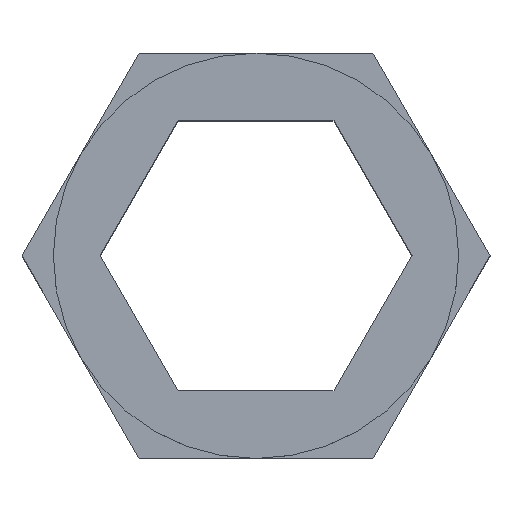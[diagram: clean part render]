
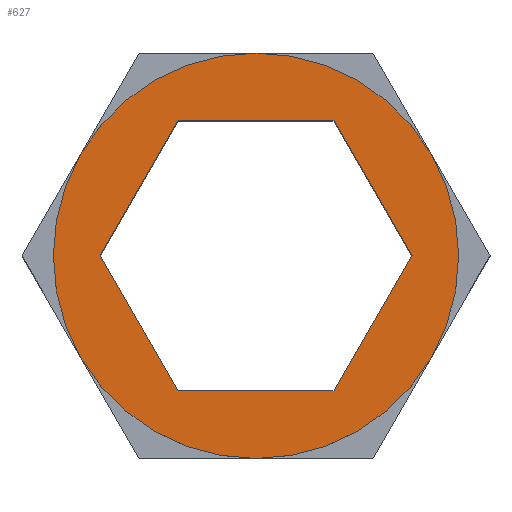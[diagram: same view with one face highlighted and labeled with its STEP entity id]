
A CAD part, top view. The second image highlights one B-rep face of the part: STEP entity #627.
In plain terms, the highlighted planar face has unit normal (0, 0, 1).
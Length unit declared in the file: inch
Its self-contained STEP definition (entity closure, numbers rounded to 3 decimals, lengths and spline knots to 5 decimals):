
#1 = CIRCLE ( 'NONE', #42, 0.375 ) ;
#23 = CIRCLE ( 'NONE', #73, 0.375 ) ;
#42 = AXIS2_PLACEMENT_3D ( 'NONE', #348, #114, #246 ) ;
#46 = EDGE_CURVE ( 'NONE', #378, #281, #217, .T. ) ;
#73 = AXIS2_PLACEMENT_3D ( 'NONE', #704, #708, #733 ) ;
#80 = EDGE_CURVE ( 'NONE', #306, #378, #290, .T. ) ;
#91 = EDGE_CURVE ( 'NONE', #539, #397, #1, .T. ) ;
#114 = DIRECTION ( 'NONE',  ( 0., 0., -1. ) ) ;
#124 = EDGE_CURVE ( 'NONE', #281, #358, #464, .T. ) ;
#126 = ORIENTED_EDGE ( 'NONE', *, *, #420, .F. ) ;
#170 = CARTESIAN_POINT ( 'NONE',  ( -0.14434, -0.25, 0.325 ) ) ;
#175 = DIRECTION ( 'NONE',  ( -1., 0., 0. ) ) ;
#180 = CARTESIAN_POINT ( 'NONE',  ( 0.14434, 0.25, 0.325 ) ) ;
#210 = CARTESIAN_POINT ( 'NONE',  ( -0.14434, -0.25, 0.325 ) ) ;
#211 = DIRECTION ( 'NONE',  ( 1., 0., 0. ) ) ;
#217 = LINE ( 'NONE', #210, #419 ) ;
#246 = DIRECTION ( 'NONE',  ( 1., 0., 0. ) ) ;
#281 = VERTEX_POINT ( 'NONE', #301 ) ;
#282 = EDGE_CURVE ( 'NONE', #381, #615, #302, .T. ) ;
#287 = CARTESIAN_POINT ( 'NONE',  ( -0.28868, 0., 0.325 ) ) ;
#288 = DIRECTION ( 'NONE',  ( 0.5, -0.866, 0. ) ) ;
#290 = LINE ( 'NONE', #287, #459 ) ;
#301 = CARTESIAN_POINT ( 'NONE',  ( 0.14434, -0.25, 0.325 ) ) ;
#302 = LINE ( 'NONE', #180, #741 ) ;
#306 = VERTEX_POINT ( 'NONE', #759 ) ;
#348 = CARTESIAN_POINT ( 'NONE',  ( 0., 0., 0.325 ) ) ;
#358 = VERTEX_POINT ( 'NONE', #747 ) ;
#378 = VERTEX_POINT ( 'NONE', #170 ) ;
#381 = VERTEX_POINT ( 'NONE', #655 ) ;
#397 = VERTEX_POINT ( 'NONE', #722 ) ;
#417 = ORIENTED_EDGE ( 'NONE', *, *, #580, .F. ) ;
#418 = ORIENTED_EDGE ( 'NONE', *, *, #91, .F. ) ;
#419 = VECTOR ( 'NONE', #211, 39.37008 ) ;
#420 = EDGE_CURVE ( 'NONE', #358, #381, #679, .T. ) ;
#423 = ORIENTED_EDGE ( 'NONE', *, *, #282, .F. ) ;
#454 = CARTESIAN_POINT ( 'NONE',  ( 0.14434, -0.25, 0.325 ) ) ;
#455 = DIRECTION ( 'NONE',  ( 0.5, 0.866, 0. ) ) ;
#459 = VECTOR ( 'NONE', #288, 39.37008 ) ;
#464 = LINE ( 'NONE', #454, #466 ) ;
#466 = VECTOR ( 'NONE', #455, 39.37008 ) ;
#474 = ORIENTED_EDGE ( 'NONE', *, *, #124, .F. ) ;
#479 = ORIENTED_EDGE ( 'NONE', *, *, #80, .F. ) ;
#480 = ORIENTED_EDGE ( 'NONE', *, *, #46, .F. ) ;
#482 = ORIENTED_EDGE ( 'NONE', *, *, #525, .F. ) ;
#525 = EDGE_CURVE ( 'NONE', #615, #306, #694, .T. ) ;
#539 = VERTEX_POINT ( 'NONE', #674 ) ;
#544 = VECTOR ( 'NONE', #678, 39.37008 ) ;
#580 = EDGE_CURVE ( 'NONE', #397, #539, #23, .T. ) ;
#594 = EDGE_LOOP ( 'NONE', ( #418, #417 ) ) ;
#603 = EDGE_LOOP ( 'NONE', ( #474, #480, #479, #482, #423, #126 ) ) ;
#615 = VERTEX_POINT ( 'NONE', #645 ) ;
#627 = ADVANCED_FACE ( 'NONE', ( #649, #648 ), #692, .T. ) ;
#645 = CARTESIAN_POINT ( 'NONE',  ( -0.14434, 0.25, 0.325 ) ) ;
#648 = FACE_OUTER_BOUND ( 'NONE', #594, .T. ) ;
#649 = FACE_BOUND ( 'NONE', #603, .T. ) ;
#654 = CARTESIAN_POINT ( 'NONE',  ( 0.28868, 0., 0.325 ) ) ;
#655 = CARTESIAN_POINT ( 'NONE',  ( 0.14434, 0.25, 0.325 ) ) ;
#674 = CARTESIAN_POINT ( 'NONE',  ( -0.375, 0., 0.325 ) ) ;
#678 = DIRECTION ( 'NONE',  ( -0.5, -0.866, 0. ) ) ;
#679 = LINE ( 'NONE', #654, #803 ) ;
#688 = DIRECTION ( 'NONE',  ( -0.5, 0.866, 0. ) ) ;
#692 = PLANE ( 'NONE',  #796 ) ;
#694 = LINE ( 'NONE', #695, #544 ) ;
#695 = CARTESIAN_POINT ( 'NONE',  ( -0.14434, 0.25, 0.325 ) ) ;
#704 = CARTESIAN_POINT ( 'NONE',  ( 0., 0., 0.325 ) ) ;
#708 = DIRECTION ( 'NONE',  ( 0., 0., -1. ) ) ;
#709 = DIRECTION ( 'NONE',  ( 0., 0., 1. ) ) ;
#722 = CARTESIAN_POINT ( 'NONE',  ( 0.375, 0., 0.325 ) ) ;
#733 = DIRECTION ( 'NONE',  ( 1., 0., 0. ) ) ;
#741 = VECTOR ( 'NONE', #175, 39.37008 ) ;
#747 = CARTESIAN_POINT ( 'NONE',  ( 0.28868, 0., 0.325 ) ) ;
#759 = CARTESIAN_POINT ( 'NONE',  ( -0.28868, 0., 0.325 ) ) ;
#765 = CARTESIAN_POINT ( 'NONE',  ( 0., 0., 0.325 ) ) ;
#767 = DIRECTION ( 'NONE',  ( 1., 0., 0. ) ) ;
#796 = AXIS2_PLACEMENT_3D ( 'NONE', #765, #709, #767 ) ;
#803 = VECTOR ( 'NONE', #688, 39.37008 ) ;
